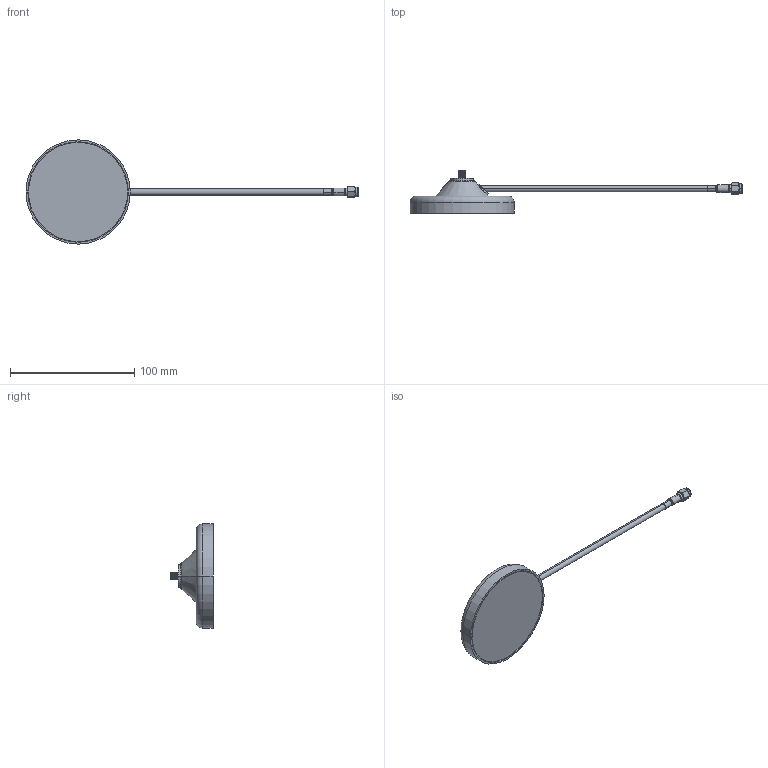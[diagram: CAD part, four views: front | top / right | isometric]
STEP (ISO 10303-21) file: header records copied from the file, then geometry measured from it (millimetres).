
FILE_DESCRIPTION (( 'STEP AP214' ), '1' );
FILE_NAME ('CAB.X02_web.STEP', '2020-06-04T02:04:34', ( '' ), ( '' ), 'SwSTEP 2.0', 'SolidWorks 2018', '' );
FILE_SCHEMA (( 'AUTOMOTIVE_DESIGN' ));
Length unit declared in the file: millimetre
Products named in the file (2): CAB.X02_web
Bounding box: 267.7 x 34.3 x 84 mm (x, y, z)
Surface area: 26873.2 mm2 (no closed solid volume)
Topology: 0 solids, 7 shells, 109 faces, 279 edges, 180 vertices
Faces by surface type: cylinder 57, plane 19, cone 14, torus 12, bspline 7
Entity records: 7746 total; most frequent: CARTESIAN_POINT 4139, ORIENTED_EDGE 497, DIRECTION 471, EDGE_CURVE 279, AXIS2_PLACEMENT_3D 197, VERTEX_POINT 180, EDGE_LOOP 118, UNCERTAINTY_MEASURE_WITH_UNIT 111
